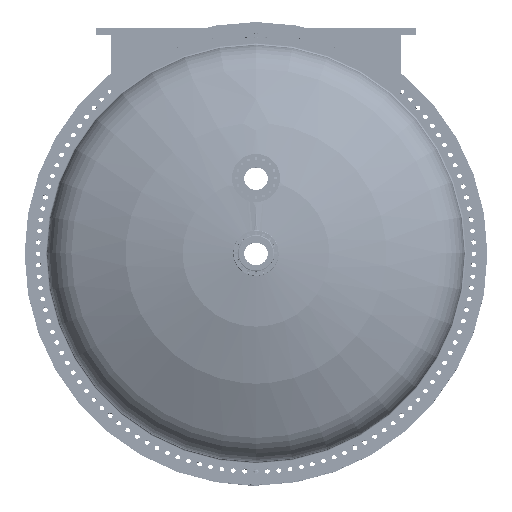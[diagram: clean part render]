
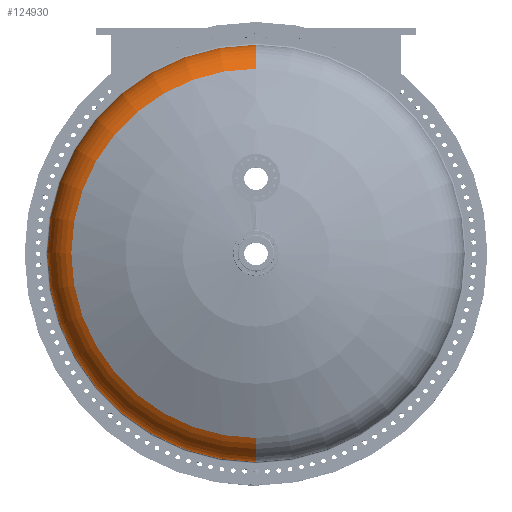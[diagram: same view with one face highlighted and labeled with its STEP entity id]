
A CAD part, top view. The second image highlights one B-rep face of the part: STEP entity #124930.
In plain terms, the highlighted toroidal (fillet/blend) face has major radius 550 mm and minor radius 144 mm.
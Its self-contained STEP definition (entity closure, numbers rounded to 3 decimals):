
#5160=CARTESIAN_POINT('',(0.,-694.,-760.115)
);
#5170=VERTEX_POINT('',#5160);
#5350=CARTESIAN_POINT('',(0.,694.,-760.115));
#5360=VERTEX_POINT('',#5350);
#5390=CARTESIAN_POINT('',(0.,0.,
-760.115));
#5400=DIRECTION('',(0.,0.,1.));
#5410=DIRECTION('',(0.,1.,0.));
#5420=AXIS2_PLACEMENT_3D('',#5390,#5400,#5410);
#5430=CIRCLE('',#5420,694.);
#5440=EDGE_CURVE('',#5170,#5360,#5430,.T.);
#10490=CARTESIAN_POINT('',(0.,614.39,
-888.917));
#10500=VERTEX_POINT('',#10490);
#10530=CARTESIAN_POINT('',(0.,0.,
-888.917));
#10540=DIRECTION('',(0.,0.,1.));
#10550=DIRECTION('',(0.,1.,0.));
#10560=AXIS2_PLACEMENT_3D('',#10530,#10540,#10550);
#10570=CIRCLE('',#10560,614.39);
#10580=CARTESIAN_POINT('',(0.,-614.39,
-888.917));
#10590=VERTEX_POINT('',#10580);
#124690=CARTESIAN_POINT('',(0.,0.,
-760.115));
#124700=DIRECTION('',(0.,0.,1.));
#124710=DIRECTION('',(0.,1.,0.));
#124720=AXIS2_PLACEMENT_3D('',#124690,#124700,#124710);
#124730=TOROIDAL_SURFACE('',#124720,550.,144.);
#124740=CARTESIAN_POINT('',(0.,-550.,
-760.115));
#124750=DIRECTION('',(1.,0.,0.));
#124760=DIRECTION('',(0.,0.,-1.));
#124770=AXIS2_PLACEMENT_3D('',#124740,#124750,#124760);
#124780=CIRCLE('',#124770,144.);
#124790=EDGE_CURVE('',#5170,#10590,#124780,.T.);
#124800=ORIENTED_EDGE('',*,*,#124790,.T.);
#124810=ORIENTED_EDGE('',*,*,#5440,.F.);
#124820=CARTESIAN_POINT('',(0.,550.,-760.115)
);
#124830=DIRECTION('',(-1.,0.,0.));
#124840=DIRECTION('',(0.,0.,-1.));
#124850=AXIS2_PLACEMENT_3D('',#124820,#124830,#124840);
#124860=CIRCLE('',#124850,144.);
#124870=EDGE_CURVE('',#5360,#10500,#124860,.T.);
#124880=ORIENTED_EDGE('',*,*,#124870,.F.);
#124890=EDGE_CURVE('',#10590,#10500,#10570,.T.);
#124900=ORIENTED_EDGE('',*,*,#124890,.T.);
#124910=EDGE_LOOP('',(#124900,#124880,#124810,#124800));
#124920=FACE_OUTER_BOUND('',#124910,.T.);
#124930=ADVANCED_FACE('',(#124920),#124730,.T.);
